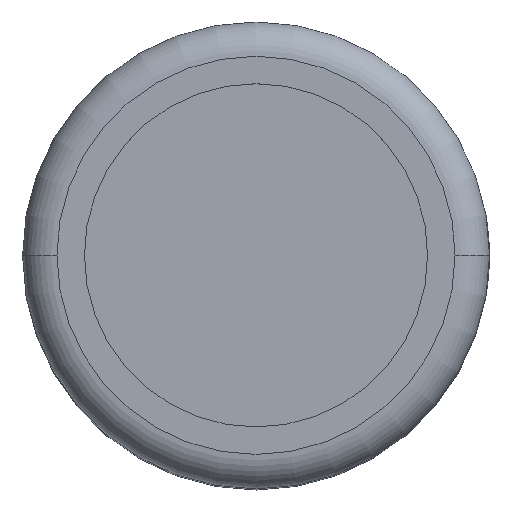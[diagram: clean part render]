
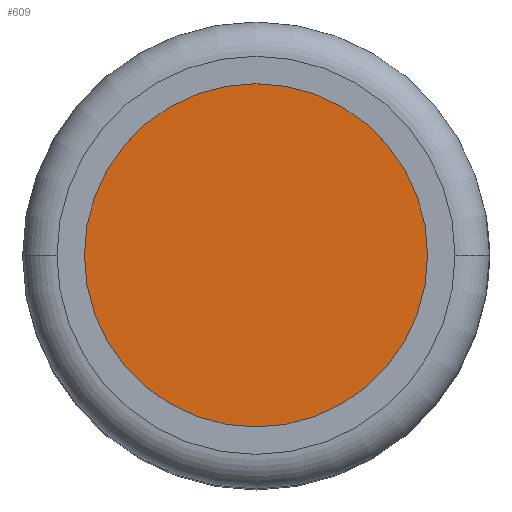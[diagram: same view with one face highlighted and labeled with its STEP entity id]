
A CAD part, top view. The second image highlights one B-rep face of the part: STEP entity #609.
In plain terms, the highlighted planar face has unit normal (0, 0, 1).
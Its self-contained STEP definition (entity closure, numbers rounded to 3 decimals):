
#529=CARTESIAN_POINT('',(2.5,0.,10.7));
#530=VERTEX_POINT('',#529);
#539=CARTESIAN_POINT('',(-2.5,0.,10.7));
#540=VERTEX_POINT('',#539);
#541=CARTESIAN_POINT('',(0.0,0.,10.7));
#542=DIRECTION('',(0.0,0.0,1.0));
#543=DIRECTION('',(1.0,0.0,0.0));
#544=AXIS2_PLACEMENT_3D('',#541,#542,#543);
#545=CIRCLE('',#544,2.5);
#546=EDGE_CURVE('',#540,#530,#545,.T.);
#580=CARTESIAN_POINT('',(0.0,0.,10.7));
#581=DIRECTION('',(0.0,0.0,1.0));
#582=DIRECTION('',(1.0,0.0,0.0));
#583=AXIS2_PLACEMENT_3D('',#580,#581,#582);
#584=CIRCLE('',#583,2.5);
#585=EDGE_CURVE('',#530,#540,#584,.T.);
#600=CARTESIAN_POINT('',(0.0,0.,10.7));
#601=DIRECTION('',(0.0,0.0,1.0));
#602=DIRECTION('',(1.0,0.0,0.0));
#603=AXIS2_PLACEMENT_3D('',#600,#601,#602);
#604=PLANE('',#603);
#605=ORIENTED_EDGE('',*,*,#585,.T.);
#606=ORIENTED_EDGE('',*,*,#546,.T.);
#607=EDGE_LOOP('',(#605,#606));
#608=FACE_OUTER_BOUND('',#607,.T.);
#609=ADVANCED_FACE('',(#608),#604,.T.);
